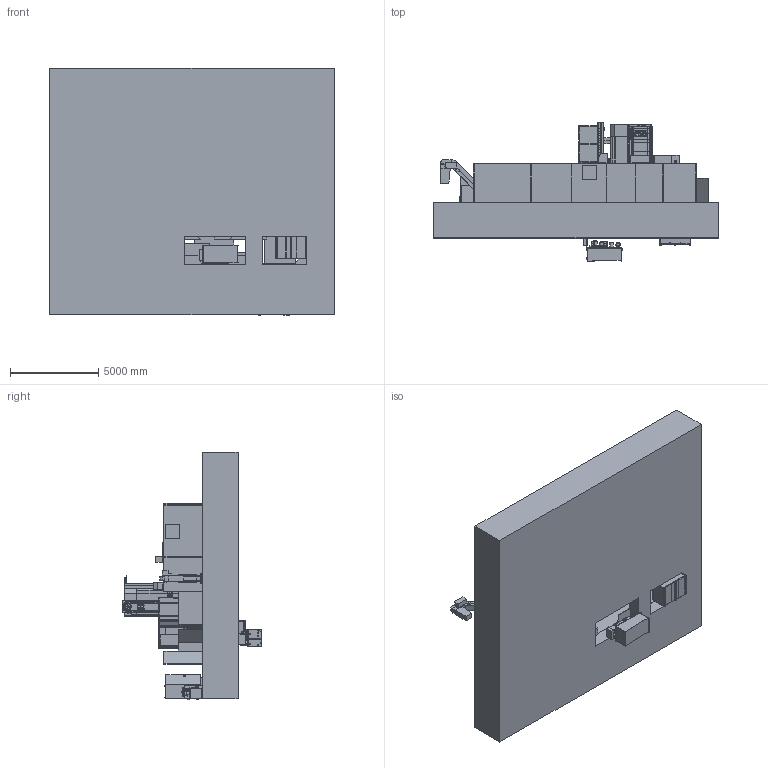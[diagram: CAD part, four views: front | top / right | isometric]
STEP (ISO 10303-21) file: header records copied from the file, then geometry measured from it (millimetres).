
FILE_DESCRIPTION (( 'STEP AP214' ), '1' );
FILE_NAME ('LAYOUT SPEEDRAM PMS V2.0.step', '2024-09-18T14:45:04', ( '' ), ( '' ), 'SwSTEP 2.0', 'SolidWorks 2023', '' );
FILE_SCHEMA (( 'AUTOMOTIVE_DESIGN' ));
Length unit declared in the file: millimetre
Products named in the file (40): SK000014_HS-Y=2000; S003209_X=5000..15000; S003351_LAMIERA; S003251_ISO 50 - RIPOSO; SK000016_HS-Y=2000; S001568_1000 L; S003229_NO CARTERATURA; S003192_X=MIN; Y=MIN; Z=MIN; W=MIN; S003390; S003219_BGB BARENO Ø130,4 Z=1200; S003193_X=5000; S003303_DEFAULT; S003250_BORING; S001570_RETE - 1000 L; LAYOUT SPEEDRAM PMS V2.0; S003234_SENZA FUNI; S003207_X=5000; S001573; S002481_ANTE APERTE; S001576_DEFAULT<A macchina>; S001546_PEDANA RITRATTA - PORTE CHIUSE; S003244_SRAM 4-412; S003210_Y=2000; S002726_ATC con utensili orizzontali; S003188_L=8000; S001571; SK000015_60UT - P130; S003265_Y=2000; S003246_TM 60 - 130; S001560_2 (1+1) POSTI; S002727_INTERASSE=1000; S003412_H=1000; S002841; S003226_BGB Ø130,4 W=800; S003241_Z=1200; BASAM.1400; S003400_TM 2R  H4370; S000047; S003249_TM 60-130; S003304; S002377
Assembly tree (38 placements, depth 4):
  SK000016_HS-Y=2000
  LAYOUT SPEEDRAM PMS V2.0
    S003304
    S003192_X=MIN; Y=MIN; Z=MIN; W=MIN
      S003188_L=8000
      S003193_X=5000
      S003207_X=5000
      S003209_X=5000..15000
      S002377
      S003210_Y=2000
      S002841
      S003229_NO CARTERATURA
      S003219_BGB BARENO Ø130,4 Z=1200
      S003226_BGB Ø130,4 W=800
      S003241_Z=1200; BASAM.1400
      S003234_SENZA FUNI
      S003400_TM 2R  H4370
      S003244_SRAM 4-412
      S003265_Y=2000
      S001546_PEDANA RITRATTA - PORTE CHIUSE
      SK000014_HS-Y=2000
      S003249_TM 60-130
        S003246_TM 60 - 130
      S003251_ISO 50 - RIPOSO
        S003250_BORING
        S002726_ATC con utensili orizzontali
        S002727_INTERASSE=1000
    S001560_2 (1+1) POSTI
    S003351_LAMIERA
    S003303_DEFAULT
    S001573
    S001571
    S000047
    S002481_ANTE APERTE
    S001570_RETE - 1000 L
      S001568_1000 L
    S003390
    S001576_DEFAULT<A macchina>
    S003412_H=1000  x2
  SK000015_60UT - P130
Bounding box: 16140 x 7912.5 x 14057.4 mm (x, y, z)
Volume: 415470598295.6 mm3; surface area: 1636143331.4 mm2
Topology: 402 solids, 406 shells, 6337 faces, 15577 edges, 10127 vertices
Faces by surface type: plane 4451, cylinder 1432, torus 207, cone 188, bspline 46, sphere 13
Entity records: 187349 total; most frequent: CARTESIAN_POINT 35254, DIRECTION 30085, ORIENTED_EDGE 29824, EDGE_CURVE 14912, LINE 11501, VECTOR 11501, VERTEX_POINT 9787, AXIS2_PLACEMENT_3D 9292
